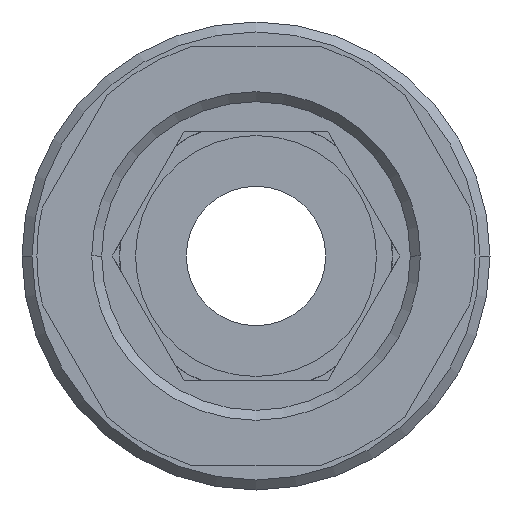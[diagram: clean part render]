
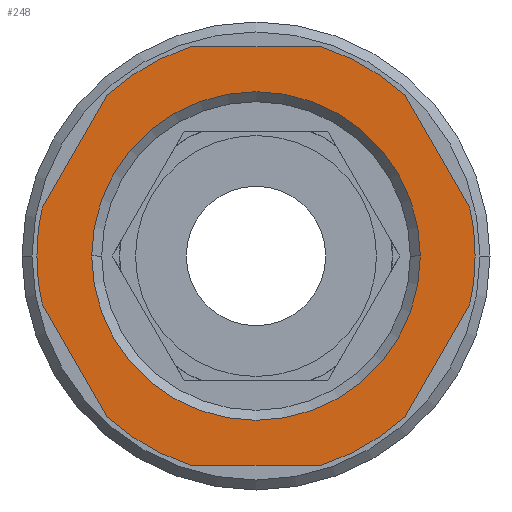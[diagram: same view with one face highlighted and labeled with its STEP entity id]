
A CAD part, front view. The second image highlights one B-rep face of the part: STEP entity #248.
In plain terms, the highlighted planar face has unit normal (0, -1, 0).
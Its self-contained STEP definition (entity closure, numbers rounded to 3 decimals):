
#248=ADVANCED_FACE('',(#617,#618),#619,.T.);
#617=FACE_BOUND('',#1118,.T.);
#618=FACE_OUTER_BOUND('',#1119,.T.);
#619=PLANE('',#1120);
#1118=EDGE_LOOP('',(#1767,#1768));
#1119=EDGE_LOOP('',(#1769,#1770,#1771,#1772,#1773,#1774,#1775,#1776,#1777,#1778,#1779,#1780,#1781,#1782));
#1120=AXIS2_PLACEMENT_3D('',#1783,#1784,#1785);
#1767=ORIENTED_EDGE('',*,*,#2857,.T.);
#1768=ORIENTED_EDGE('',*,*,#2967,.T.);
#1769=ORIENTED_EDGE('',*,*,#2968,.T.);
#1770=ORIENTED_EDGE('',*,*,#2969,.F.);
#1771=ORIENTED_EDGE('',*,*,#2970,.T.);
#1772=ORIENTED_EDGE('',*,*,#2971,.F.);
#1773=ORIENTED_EDGE('',*,*,#2972,.T.);
#1774=ORIENTED_EDGE('',*,*,#2973,.F.);
#1775=ORIENTED_EDGE('',*,*,#2974,.F.);
#1776=ORIENTED_EDGE('',*,*,#2975,.T.);
#1777=ORIENTED_EDGE('',*,*,#2976,.F.);
#1778=ORIENTED_EDGE('',*,*,#2977,.T.);
#1779=ORIENTED_EDGE('',*,*,#2978,.F.);
#1780=ORIENTED_EDGE('',*,*,#2979,.T.);
#1781=ORIENTED_EDGE('',*,*,#2929,.F.);
#1782=ORIENTED_EDGE('',*,*,#2980,.F.);
#1783=CARTESIAN_POINT('',(5.5,0.0,0.0));
#1784=DIRECTION('',(-0.0,-1.0,-0.0));
#1785=DIRECTION('',(-1.0,0.0,0.0));
#2857=EDGE_CURVE('',#3384,#3382,#3385,.T.);
#2929=EDGE_CURVE('',#3501,#3503,#3504,.T.);
#2967=EDGE_CURVE('',#3382,#3384,#3564,.T.);
#2968=EDGE_CURVE('',#3565,#3566,#3567,.T.);
#2969=EDGE_CURVE('',#3568,#3566,#3569,.T.);
#2970=EDGE_CURVE('',#3568,#3570,#3571,.T.);
#2971=EDGE_CURVE('',#3572,#3570,#3573,.T.);
#2972=EDGE_CURVE('',#3572,#3574,#3575,.T.);
#2973=EDGE_CURVE('',#3576,#3574,#3577,.T.);
#2974=EDGE_CURVE('',#3578,#3576,#3579,.T.);
#2975=EDGE_CURVE('',#3578,#3580,#3581,.T.);
#2976=EDGE_CURVE('',#3582,#3580,#3583,.T.);
#2977=EDGE_CURVE('',#3582,#3584,#3585,.T.);
#2978=EDGE_CURVE('',#3586,#3584,#3587,.T.);
#2979=EDGE_CURVE('',#3586,#3503,#3588,.T.);
#2980=EDGE_CURVE('',#3565,#3501,#3589,.T.);
#3382=VERTEX_POINT('',#4103);
#3384=VERTEX_POINT('',#4106);
#3385=CIRCLE('',#4107,8.25);
#3501=VERTEX_POINT('',#4254);
#3503=VERTEX_POINT('',#4257);
#3504=CIRCLE('',#4258,11.0);
#3564=CIRCLE('',#4396,8.25);
#3565=VERTEX_POINT('',#4397);
#3566=VERTEX_POINT('',#4398);
#3567=LINE('',#4399,#4400);
#3568=VERTEX_POINT('',#4401);
#3569=CIRCLE('',#4402,11.0);
#3570=VERTEX_POINT('',#4403);
#3571=LINE('',#4404,#4405);
#3572=VERTEX_POINT('',#4406);
#3573=CIRCLE('',#4407,11.0);
#3574=VERTEX_POINT('',#4408);
#3575=LINE('',#4409,#4410);
#3576=VERTEX_POINT('',#4411);
#3577=CIRCLE('',#4412,11.0);
#3578=VERTEX_POINT('',#4413);
#3579=CIRCLE('',#4414,11.0);
#3580=VERTEX_POINT('',#4415);
#3581=LINE('',#4416,#4417);
#3582=VERTEX_POINT('',#4418);
#3583=CIRCLE('',#4419,11.0);
#3584=VERTEX_POINT('',#4420);
#3585=LINE('',#4421,#4422);
#3586=VERTEX_POINT('',#4423);
#3587=CIRCLE('',#4424,11.0);
#3588=LINE('',#4425,#4426);
#3589=CIRCLE('',#4427,11.0);
#4103=CARTESIAN_POINT('',(8.25,0.0,0.));
#4106=CARTESIAN_POINT('',(-8.25,0.0,0.));
#4107=AXIS2_PLACEMENT_3D('',#5177,#5178,#5179);
#4254=CARTESIAN_POINT('',(-11.0,0.0,0.));
#4257=CARTESIAN_POINT('',(-10.733,0.0,2.411));
#4258=AXIS2_PLACEMENT_3D('',#5300,#5301,#5302);
#4396=AXIS2_PLACEMENT_3D('',#5345,#5346,#5347);
#4397=CARTESIAN_POINT('',(-10.733,0.0,-2.411));
#4398=CARTESIAN_POINT('',(-7.454,0.0,-8.089));
#4399=CARTESIAN_POINT('',(-8.406,0.0,-6.441));
#4400=VECTOR('',#5348,1.0);
#4401=CARTESIAN_POINT('',(-3.279,0.0,-10.5));
#4402=AXIS2_PLACEMENT_3D('',#5349,#5350,#5351);
#4403=CARTESIAN_POINT('',(3.279,0.0,-10.5));
#4404=CARTESIAN_POINT('',(2.75,0.0,-10.5));
#4405=VECTOR('',#5352,1.0);
#4406=CARTESIAN_POINT('',(7.454,0.0,-8.089));
#4407=AXIS2_PLACEMENT_3D('',#5353,#5354,#5355);
#4408=CARTESIAN_POINT('',(10.733,0.0,-2.411));
#4409=CARTESIAN_POINT('',(9.781,0.0,-4.059));
#4410=VECTOR('',#5356,1.0);
#4411=CARTESIAN_POINT('',(11.0,0.0,0.));
#4412=AXIS2_PLACEMENT_3D('',#5357,#5358,#5359);
#4413=CARTESIAN_POINT('',(10.733,0.0,2.411));
#4414=AXIS2_PLACEMENT_3D('',#5360,#5361,#5362);
#4415=CARTESIAN_POINT('',(7.454,0.0,8.089));
#4416=CARTESIAN_POINT('',(9.781,0.0,4.059));
#4417=VECTOR('',#5363,1.0);
#4418=CARTESIAN_POINT('',(3.279,0.0,10.5));
#4419=AXIS2_PLACEMENT_3D('',#5364,#5365,#5366);
#4420=CARTESIAN_POINT('',(-3.279,0.0,10.5));
#4421=CARTESIAN_POINT('',(2.75,0.0,10.5));
#4422=VECTOR('',#5367,1.0);
#4423=CARTESIAN_POINT('',(-7.454,0.0,8.089));
#4424=AXIS2_PLACEMENT_3D('',#5368,#5369,#5370);
#4425=CARTESIAN_POINT('',(-8.406,0.0,6.441));
#4426=VECTOR('',#5371,1.0);
#4427=AXIS2_PLACEMENT_3D('',#5372,#5373,#5374);
#5177=CARTESIAN_POINT('',(0.0,0.0,0.0));
#5178=DIRECTION('',(-0.0,1.0,0.0));
#5179=DIRECTION('',(1.0,0.0,0.0));
#5300=CARTESIAN_POINT('',(0.0,0.0,0.0));
#5301=DIRECTION('',(-0.0,1.0,0.0));
#5302=DIRECTION('',(1.0,0.0,0.0));
#5345=CARTESIAN_POINT('',(0.0,0.0,0.0));
#5346=DIRECTION('',(-0.0,1.0,0.0));
#5347=DIRECTION('',(1.0,0.0,0.0));
#5348=DIRECTION('',(0.5,0.0,-0.866));
#5349=CARTESIAN_POINT('',(0.0,0.0,0.0));
#5350=DIRECTION('',(-0.0,1.0,0.0));
#5351=DIRECTION('',(1.0,0.0,0.0));
#5352=DIRECTION('',(1.0,-0.0,0.0));
#5353=CARTESIAN_POINT('',(0.0,0.0,0.0));
#5354=DIRECTION('',(-0.0,1.0,0.0));
#5355=DIRECTION('',(1.0,0.0,0.0));
#5356=DIRECTION('',(0.5,-0.0,0.866));
#5357=CARTESIAN_POINT('',(0.0,0.0,0.0));
#5358=DIRECTION('',(-0.0,1.0,0.0));
#5359=DIRECTION('',(1.0,0.0,0.0));
#5360=CARTESIAN_POINT('',(0.0,0.0,0.0));
#5361=DIRECTION('',(-0.0,1.0,0.0));
#5362=DIRECTION('',(1.0,0.0,0.0));
#5363=DIRECTION('',(-0.5,0.0,0.866));
#5364=CARTESIAN_POINT('',(0.0,0.0,0.0));
#5365=DIRECTION('',(-0.0,1.0,0.0));
#5366=DIRECTION('',(1.0,0.0,0.0));
#5367=DIRECTION('',(-1.0,0.0,0.));
#5368=CARTESIAN_POINT('',(0.0,0.0,0.0));
#5369=DIRECTION('',(-0.0,1.0,0.0));
#5370=DIRECTION('',(1.0,0.0,0.0));
#5371=DIRECTION('',(-0.5,0.0,-0.866));
#5372=CARTESIAN_POINT('',(0.0,0.0,0.0));
#5373=DIRECTION('',(-0.0,1.0,0.0));
#5374=DIRECTION('',(1.0,0.0,0.0));
